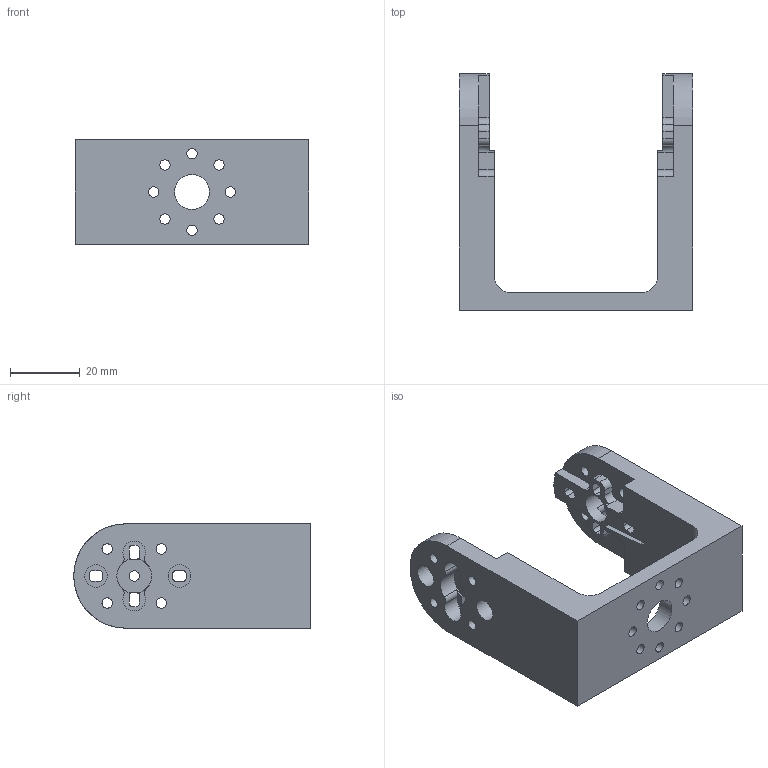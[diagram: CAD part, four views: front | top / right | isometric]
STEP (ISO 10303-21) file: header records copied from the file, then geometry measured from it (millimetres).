
FILE_DESCRIPTION(/* description */ (''),/* implementation_level */ '2;1');
FILE_NAME(/* name */ 'Module_Arm.stp',/* time_stamp */ '2018-07-19T11:13:42+02:00',/* author */ ('lucas.dahl'),/* organization */ (''),/* preprocessor_version */ 'ST-DEVELOPER v16.13',/* originating_system */ 'Autodesk Inventor 2018',/* authorisation */ '');
FILE_SCHEMA (('AUTOMOTIVE_DESIGN { 1 0 10303 214 3 1 1 }'));
Length unit declared in the file: millimetre
Products named in the file (1): Module_Arm
Bounding box: 67 x 68 x 30 mm (x, y, z)
Volume: 37388.1 mm3; surface area: 16106.6 mm2
Topology: 1 solids, 1 shells, 182 faces, 526 edges, 349 vertices
Faces by surface type: cylinder 93, plane 89
Full cylindrical faces by diameter (mm): 3 x17, 6.5 x4, 8.5 x1, 10 x1
Entity records: 6063 total; most frequent: DIRECTION 1066, CARTESIAN_POINT 1031, ORIENTED_EDGE 1002, EDGE_CURVE 501, AXIS2_PLACEMENT_3D 382, VERTEX_POINT 347, LINE 302, VECTOR 302
